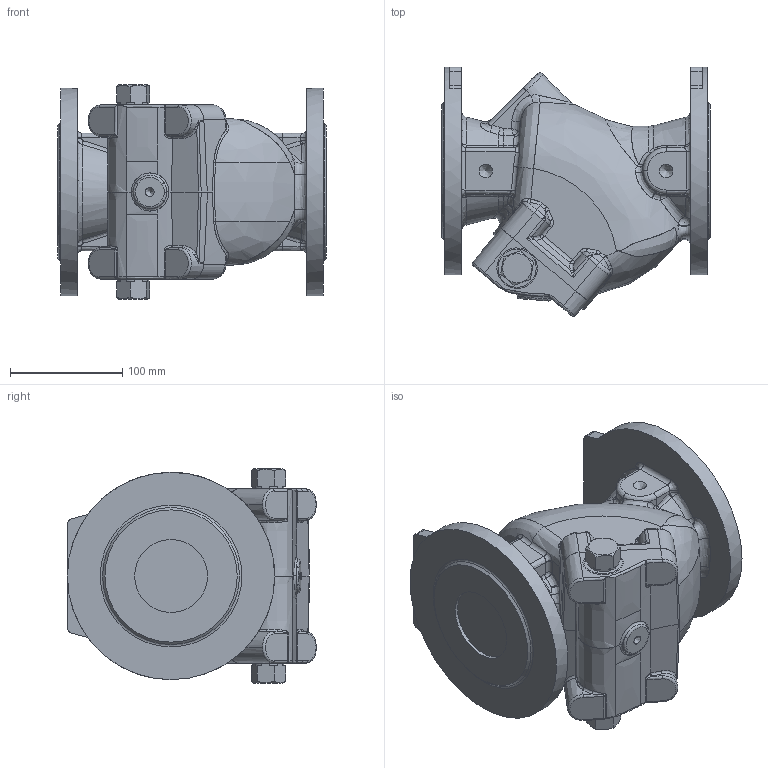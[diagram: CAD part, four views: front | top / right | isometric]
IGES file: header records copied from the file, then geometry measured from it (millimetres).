
Start section: SolidWorks IGES file using analytic representation for surfaces
Global section: file name: O_41_61_DN65_AA0_igs.igs; native system: SolidWorks 2012; preprocessor: SolidWorks 2012; author: pbm; date: 160926.085338; units: millimetre
Bounding box: 240 x 222.35 x 191 mm (x, y, z)
Surface area: 238959.2 mm2 (no closed solid volume)
Topology: 0 solids, 0 shells, 526 faces, 2633 edges, 2580 vertices
Faces by surface type: bspline 322, revolution 204
